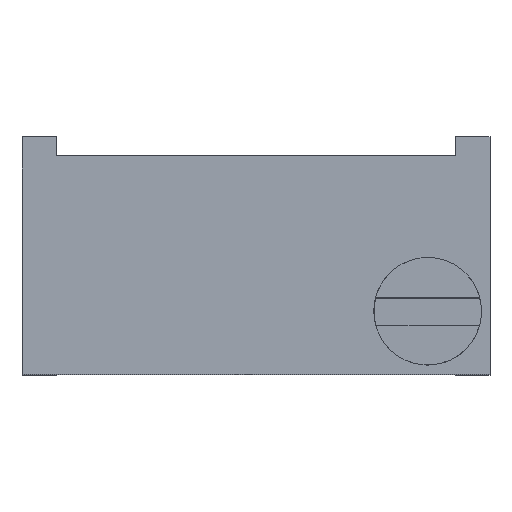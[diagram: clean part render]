
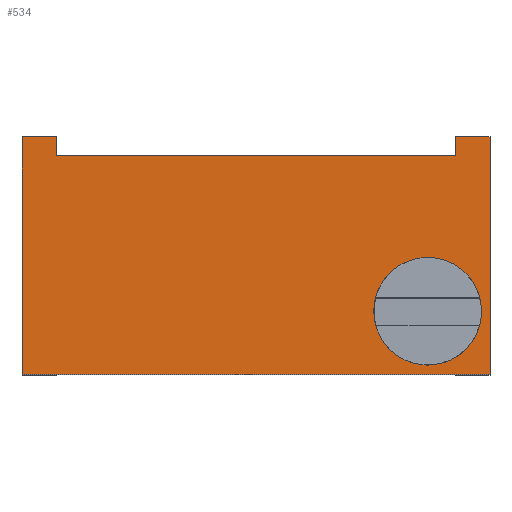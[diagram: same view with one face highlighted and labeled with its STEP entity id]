
A CAD part, top view. The second image highlights one B-rep face of the part: STEP entity #534.
In plain terms, the highlighted planar face has unit normal (0, 0, 1).
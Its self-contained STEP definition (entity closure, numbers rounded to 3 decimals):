
#21 = EDGE_CURVE('',#22,#24,#26,.T.);
#22 = VERTEX_POINT('',#23);
#23 = CARTESIAN_POINT('',(-6.605,0.76,10.03));
#24 = VERTEX_POINT('',#25);
#25 = CARTESIAN_POINT('',(1.525,0.76,10.03));
#26 = LINE('',#27,#28);
#27 = CARTESIAN_POINT('',(-7.305,0.76,10.03));
#28 = VECTOR('',#29,1.);
#29 = DIRECTION('',(1.,0.,0.));
#134 = VERTEX_POINT('',#135);
#135 = CARTESIAN_POINT('',(-6.605,1.14,10.03));
#141 = EDGE_CURVE('',#134,#22,#142,.T.);
#142 = LINE('',#143,#144);
#143 = CARTESIAN_POINT('',(-6.605,1.14,10.03));
#144 = VECTOR('',#145,1.);
#145 = DIRECTION('',(0.,-1.,0.));
#156 = EDGE_CURVE('',#157,#134,#159,.T.);
#157 = VERTEX_POINT('',#158);
#158 = CARTESIAN_POINT('',(-7.305,1.14,10.03));
#159 = LINE('',#160,#161);
#160 = CARTESIAN_POINT('',(-7.305,1.14,10.03));
#161 = VECTOR('',#162,1.);
#162 = DIRECTION('',(1.,0.,0.));
#244 = VERTEX_POINT('',#245);
#245 = CARTESIAN_POINT('',(1.525,1.14,10.03));
#251 = EDGE_CURVE('',#244,#24,#252,.T.);
#252 = LINE('',#253,#254);
#253 = CARTESIAN_POINT('',(1.525,1.14,10.03));
#254 = VECTOR('',#255,1.);
#255 = DIRECTION('',(0.,-1.,0.));
#418 = EDGE_CURVE('',#244,#419,#421,.T.);
#419 = VERTEX_POINT('',#420);
#420 = CARTESIAN_POINT('',(2.225,1.14,10.03));
#421 = LINE('',#422,#423);
#422 = CARTESIAN_POINT('',(1.525,1.14,10.03));
#423 = VECTOR('',#424,1.);
#424 = DIRECTION('',(1.,0.,0.));
#534 = ADVANCED_FACE('',(#535),#564,.T.);
#535 = FACE_BOUND('',#536,.T.);
#536 = EDGE_LOOP('',(#537,#547,#553,#554,#555,#556,#557,#558));
#537 = ORIENTED_EDGE('',*,*,#538,.T.);
#538 = EDGE_CURVE('',#539,#541,#543,.T.);
#539 = VERTEX_POINT('',#540);
#540 = CARTESIAN_POINT('',(-7.305,-3.69,10.03));
#541 = VERTEX_POINT('',#542);
#542 = CARTESIAN_POINT('',(2.225,-3.69,10.03));
#543 = LINE('',#544,#545);
#544 = CARTESIAN_POINT('',(-7.305,-3.69,10.03));
#545 = VECTOR('',#546,1.);
#546 = DIRECTION('',(1.,0.,0.));
#547 = ORIENTED_EDGE('',*,*,#548,.F.);
#548 = EDGE_CURVE('',#419,#541,#549,.T.);
#549 = LINE('',#550,#551);
#550 = CARTESIAN_POINT('',(2.225,0.76,10.03));
#551 = VECTOR('',#552,1.);
#552 = DIRECTION('',(0.,-1.,0.));
#553 = ORIENTED_EDGE('',*,*,#418,.F.);
#554 = ORIENTED_EDGE('',*,*,#251,.T.);
#555 = ORIENTED_EDGE('',*,*,#21,.F.);
#556 = ORIENTED_EDGE('',*,*,#141,.F.);
#557 = ORIENTED_EDGE('',*,*,#156,.F.);
#558 = ORIENTED_EDGE('',*,*,#559,.T.);
#559 = EDGE_CURVE('',#157,#539,#560,.T.);
#560 = LINE('',#561,#562);
#561 = CARTESIAN_POINT('',(-7.305,1.14,10.03));
#562 = VECTOR('',#563,1.);
#563 = DIRECTION('',(0.,-1.,0.));
#564 = PLANE('',#565);
#565 = AXIS2_PLACEMENT_3D('',#566,#567,#568);
#566 = CARTESIAN_POINT('',(-2.54,-1.322,10.03));
#567 = DIRECTION('',(-0.,0.,1.));
#568 = DIRECTION('',(0.,1.,0.));
